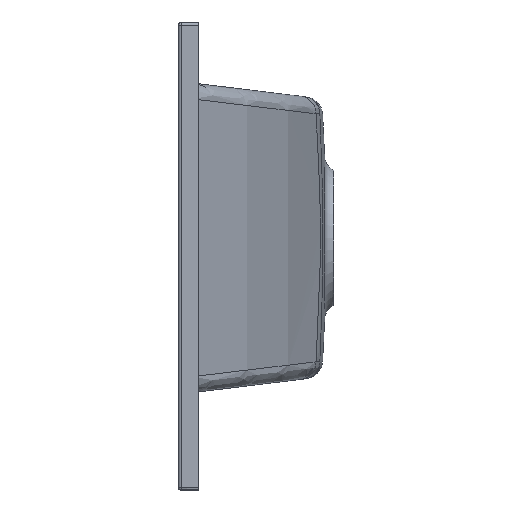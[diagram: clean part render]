
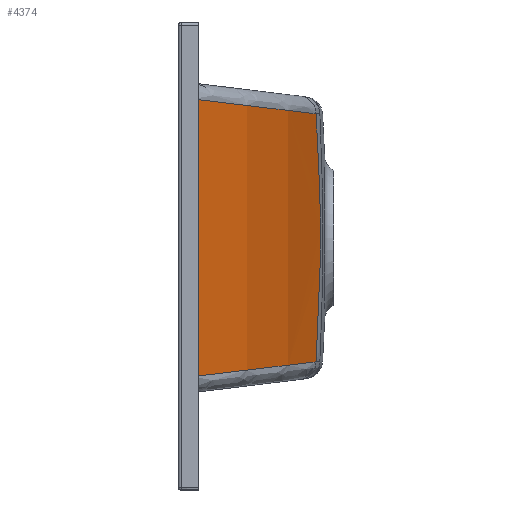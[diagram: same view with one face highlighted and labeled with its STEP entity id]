
A CAD part, left-side view. The second image highlights one B-rep face of the part: STEP entity #4374.
In plain terms, the highlighted cylindrical face has radius 830.5 mm (diameter 1661 mm), a partial arc.
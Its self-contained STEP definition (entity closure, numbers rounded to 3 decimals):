
#61 = B_SPLINE_CURVE_WITH_KNOTS ( 'NONE', 3,
 ( #719, #2584, #4460, #245, #2116, #4000, #5885, #1661, #3534, #5415, #1206, #3078, #4942, #748, #2609, #4487, #273, #2143, #4026, #5912, #1691, #3567, #5442, #1233, #3102, #4970, #775, #2638, #4517, #305, #2172, #4056, #5944, #1721 ),
 .UNSPECIFIED., .F., .F.,
 ( 4, 2, 2, 2, 2, 2, 2, 2, 2, 2, 2, 2, 2, 2, 2, 2, 4 ),
 ( 0., 0.03, 0.046, 0.061, 0.076, 0.091, 0.107, 0.122, 0.137, 0.145, 0.152, 0.168, 0.183, 0.198, 0.213, 0.228, 0.244 ),
 .UNSPECIFIED. ) ;
#245 = CARTESIAN_POINT ( 'NONE',  ( -148.984, -134.529, -84.954 ) ) ;
#273 = CARTESIAN_POINT ( 'NONE',  ( -135.024, -136.95, 9.632 ) ) ;
#278 = ORIENTED_EDGE ( 'NONE', *, *, #4741, .T. ) ;
#305 = CARTESIAN_POINT ( 'NONE',  ( -151.553, -134.056, 94.635 ) ) ;
#336 = FACE_OUTER_BOUND ( 'NONE', #2608, .T. ) ;
#351 = CARTESIAN_POINT ( 'NONE',  ( -263.463, -112.358, -121.672 ) ) ;
#367 = VERTEX_POINT ( 'NONE', #2146 ) ;
#527 = ORIENTED_EDGE ( 'NONE', *, *, #5462, .T. ) ;
#558 = DIRECTION ( 'NONE',  ( 0., 0., -1. ) ) ;
#681 = CARTESIAN_POINT ( 'NONE',  ( -158.276, -132.778, 119.216 ) ) ;
#719 = CARTESIAN_POINT ( 'NONE',  ( -158.276, -132.778, -119.216 ) ) ;
#748 = CARTESIAN_POINT ( 'NONE',  ( -135.077, -136.942, -10.602 ) ) ;
#775 = CARTESIAN_POINT ( 'NONE',  ( -145.171, -135.215, 69.972 ) ) ;
#887 =( BOUNDED_CURVE ( )  B_SPLINE_CURVE ( 3, ( #3356, #5226, #1024, #2894 ),
 .UNSPECIFIED., .F., .F. ) 
 B_SPLINE_CURVE_WITH_KNOTS ( ( 4, 4 ),
 ( 3.333, 3.718 ),
 .UNSPECIFIED. ) 
 CURVE ( )  GEOMETRIC_REPRESENTATION_ITEM ( )  RATIONAL_B_SPLINE_CURVE ( ( 1., 0.988, 0.988, 1. ) ) 
 REPRESENTATION_ITEM ( '' )  );
#1024 = CARTESIAN_POINT ( 'NONE',  ( -362.806, -72.207, 126.501 ) ) ;
#1206 = CARTESIAN_POINT ( 'NONE',  ( -137.903, -136.471, -35.59 ) ) ;
#1233 = CARTESIAN_POINT ( 'NONE',  ( -140.625, -136.008, 50.111 ) ) ;
#1375 = CARTESIAN_POINT ( 'NONE',  ( -452.643, -13.808, 133.525 ) ) ;
#1471 = LINE ( 'NONE', #4749, #5869 ) ;
#1560 =( BOUNDED_CURVE ( )  B_SPLINE_CURVE ( 3, ( #2691, #4562, #351, #2221 ),
 .UNSPECIFIED., .F., .F. ) 
 B_SPLINE_CURVE_WITH_KNOTS ( ( 4, 4 ),
 ( 5.707, 6.091 ),
 .UNSPECIFIED. ) 
 CURVE ( )  GEOMETRIC_REPRESENTATION_ITEM ( )  RATIONAL_B_SPLINE_CURVE ( ( 1., 0.988, 0.988, 1. ) ) 
 REPRESENTATION_ITEM ( '' )  );
#1661 = CARTESIAN_POINT ( 'NONE',  ( -141.765, -135.812, -55.406 ) ) ;
#1691 = CARTESIAN_POINT ( 'NONE',  ( -136.732, -136.667, 27.482 ) ) ;
#1721 = CARTESIAN_POINT ( 'NONE',  ( -158.276, -132.778, 119.216 ) ) ;
#1753 = DIRECTION ( 'NONE',  ( 1., 0., 0. ) ) ;
#2065 = VERTEX_POINT ( 'NONE', #1375 ) ;
#2116 = CARTESIAN_POINT ( 'NONE',  ( -147.706, -134.76, -80.046 ) ) ;
#2143 = CARTESIAN_POINT ( 'NONE',  ( -135.6, -136.855, 17.284 ) ) ;
#2146 = CARTESIAN_POINT ( 'NONE',  ( -452.643, -13.808, -133.525 ) ) ;
#2172 = CARTESIAN_POINT ( 'NONE',  ( -152.882, -133.808, 99.555 ) ) ;
#2203 = CYLINDRICAL_SURFACE ( 'NONE', #4434, 830.5 ) ;
#2221 = CARTESIAN_POINT ( 'NONE',  ( -158.276, -132.778, -119.216 ) ) ;
#2302 = VERTEX_POINT ( 'NONE', #5205 ) ;
#2584 = CARTESIAN_POINT ( 'NONE',  ( -155.575, -133.303, -109.44 ) ) ;
#2608 = EDGE_LOOP ( 'NONE', ( #527, #278, #3425, #4346 ) ) ;
#2609 = CARTESIAN_POINT ( 'NONE',  ( -134.86, -136.977, -5.566 ) ) ;
#2638 = CARTESIAN_POINT ( 'NONE',  ( -147.657, -134.769, 79.853 ) ) ;
#2676 = EDGE_CURVE ( 'NONE', #2302, #4816, #61, .T. ) ;
#2691 = CARTESIAN_POINT ( 'NONE',  ( -452.643, -13.808, -133.525 ) ) ;
#2894 = CARTESIAN_POINT ( 'NONE',  ( -452.643, -13.808, 133.525 ) ) ;
#3078 = CARTESIAN_POINT ( 'NONE',  ( -136.456, -136.713, -25.63 ) ) ;
#3102 = CARTESIAN_POINT ( 'NONE',  ( -141.696, -135.824, 55.091 ) ) ;
#3356 = CARTESIAN_POINT ( 'NONE',  ( -158.276, -132.778, 119.216 ) ) ;
#3397 = EDGE_CURVE ( 'NONE', #367, #2302, #1560, .T. ) ;
#3425 = ORIENTED_EDGE ( 'NONE', *, *, #3397, .T. ) ;
#3534 = CARTESIAN_POINT ( 'NONE',  ( -140.699, -135.996, -50.463 ) ) ;
#3567 = CARTESIAN_POINT ( 'NONE',  ( -137.817, -136.486, 35.075 ) ) ;
#4000 = CARTESIAN_POINT ( 'NONE',  ( -145.229, -135.204, -70.207 ) ) ;
#4026 = CARTESIAN_POINT ( 'NONE',  ( -135.84, -136.815, 19.845 ) ) ;
#4056 = CARTESIAN_POINT ( 'NONE',  ( -155.565, -133.301, 109.389 ) ) ;
#4089 = CARTESIAN_POINT ( 'NONE',  ( 0., 682.5, -137.5 ) ) ;
#4346 = ORIENTED_EDGE ( 'NONE', *, *, #2676, .T. ) ;
#4374 = ADVANCED_FACE ( 'NONE', ( #336 ), #2203, .T. ) ;
#4434 = AXIS2_PLACEMENT_3D ( 'NONE', #4089, #5977, #1753 ) ;
#4460 = CARTESIAN_POINT ( 'NONE',  ( -152.887, -133.811, -99.661 ) ) ;
#4487 = CARTESIAN_POINT ( 'NONE',  ( -134.833, -136.982, 4.551 ) ) ;
#4517 = CARTESIAN_POINT ( 'NONE',  ( -148.94, -134.537, 84.784 ) ) ;
#4562 = CARTESIAN_POINT ( 'NONE',  ( -362.806, -72.207, -126.501 ) ) ;
#4741 = EDGE_CURVE ( 'NONE', #2065, #367, #1471, .T. ) ;
#4749 = CARTESIAN_POINT ( 'NONE',  ( -452.643, -13.808, -137.5 ) ) ;
#4816 = VERTEX_POINT ( 'NONE', #681 ) ;
#4942 = CARTESIAN_POINT ( 'NONE',  ( -135.875, -136.81, -20.634 ) ) ;
#4970 = CARTESIAN_POINT ( 'NONE',  ( -143.969, -135.427, 65.022 ) ) ;
#5205 = CARTESIAN_POINT ( 'NONE',  ( -158.276, -132.778, -119.216 ) ) ;
#5226 = CARTESIAN_POINT ( 'NONE',  ( -263.463, -112.358, 121.672 ) ) ;
#5415 = CARTESIAN_POINT ( 'NONE',  ( -138.768, -136.325, -40.555 ) ) ;
#5442 = CARTESIAN_POINT ( 'NONE',  ( -138.685, -136.339, 40.102 ) ) ;
#5462 = EDGE_CURVE ( 'NONE', #4816, #2065, #887, .T. ) ;
#5869 = VECTOR ( 'NONE', #558, 1000. ) ;
#5885 = CARTESIAN_POINT ( 'NONE',  ( -144.03, -135.416, -65.276 ) ) ;
#5912 = CARTESIAN_POINT ( 'NONE',  ( -136.406, -136.721, 24.943 ) ) ;
#5944 = CARTESIAN_POINT ( 'NONE',  ( -156.919, -133.042, 114.303 ) ) ;
#5977 = DIRECTION ( 'NONE',  ( 0., 0., 1. ) ) ;
